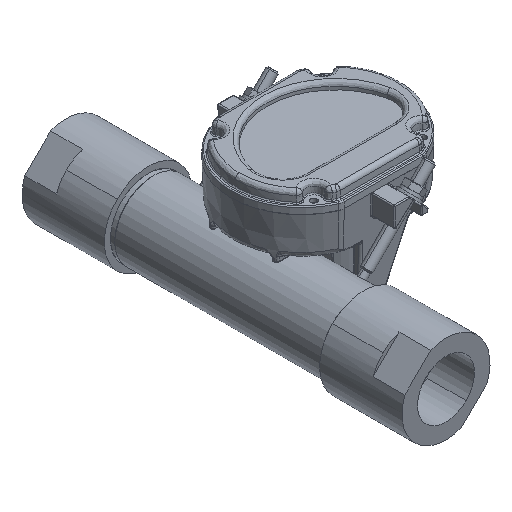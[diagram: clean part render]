
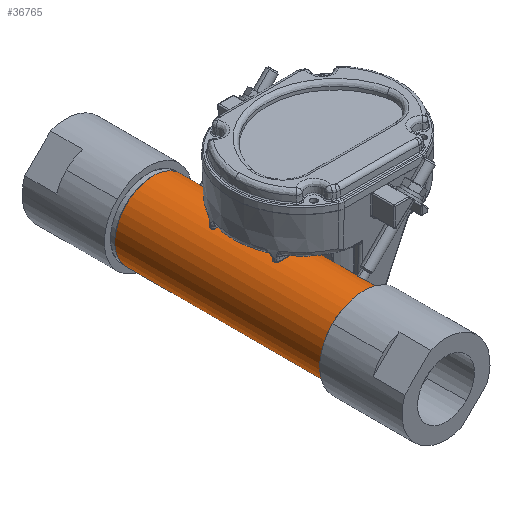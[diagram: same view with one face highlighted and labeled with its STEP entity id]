
A CAD part, isometric view. The second image highlights one B-rep face of the part: STEP entity #36765.
In plain terms, the highlighted cylindrical face has radius 30 mm (diameter 60 mm), a partial arc.
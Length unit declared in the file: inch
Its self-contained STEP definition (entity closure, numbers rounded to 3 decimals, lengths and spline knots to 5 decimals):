
#190 = CARTESIAN_POINT ( 'NONE',  ( -1.91495, 2.69685, -3.1336 ) ) ;
#2961 = EDGE_LOOP ( 'NONE', ( #4929, #20927, #15974, #6905 ) ) ;
#2993 = VECTOR ( 'NONE', #30143, 39.37008 ) ;
#4641 = VERTEX_POINT ( 'NONE', #6822 ) ;
#4880 = DIRECTION ( 'NONE',  ( 0., -1., 0. ) ) ;
#4929 = ORIENTED_EDGE ( 'NONE', *, *, #11101, .F. ) ;
#6822 = CARTESIAN_POINT ( 'NONE',  ( -1.07979, 2.69685, -2.29844 ) ) ;
#6905 = ORIENTED_EDGE ( 'NONE', *, *, #37362, .T. ) ;
#7135 = EDGE_CURVE ( 'NONE', #29399, #14706, #32492, .T. ) ;
#10156 = AXIS2_PLACEMENT_3D ( 'NONE', #14480, #32729, #29078 ) ;
#11101 = EDGE_CURVE ( 'NONE', #41226, #4641, #25208, .T. ) ;
#14431 = CARTESIAN_POINT ( 'NONE',  ( -1.07979, 9.11417, -2.29844 ) ) ;
#14480 = CARTESIAN_POINT ( 'NONE',  ( -1.91495, 10.45276, -3.1336 ) ) ;
#14706 = VERTEX_POINT ( 'NONE', #34990 ) ;
#15319 = AXIS2_PLACEMENT_3D ( 'NONE', #190, #38481, #35087 ) ;
#15974 = ORIENTED_EDGE ( 'NONE', *, *, #7135, .T. ) ;
#17914 = FACE_OUTER_BOUND ( 'NONE', #2961, .T. ) ;
#19385 = DIRECTION ( 'NONE',  ( -0.707, 0., -0.707 ) ) ;
#19622 = CARTESIAN_POINT ( 'NONE',  ( -1.07979, 10.45276, -2.29844 ) ) ;
#20927 = ORIENTED_EDGE ( 'NONE', *, *, #34170, .T. ) ;
#25208 = LINE ( 'NONE', #19622, #2993 ) ;
#25882 = CARTESIAN_POINT ( 'NONE',  ( -2.75012, 10.45276, -3.96877 ) ) ;
#26238 = CARTESIAN_POINT ( 'NONE',  ( -1.91495, 9.11417, -3.1336 ) ) ;
#26817 = CARTESIAN_POINT ( 'NONE',  ( -2.75012, 9.11417, -3.96877 ) ) ;
#29078 = DIRECTION ( 'NONE',  ( -0.707, 0., -0.707 ) ) ;
#29399 = VERTEX_POINT ( 'NONE', #26817 ) ;
#30143 = DIRECTION ( 'NONE',  ( 0., -1., 0. ) ) ;
#30541 = AXIS2_PLACEMENT_3D ( 'NONE', #26238, #36735, #19385 ) ;
#31456 = VECTOR ( 'NONE', #4880, 39.37008 ) ;
#32492 = LINE ( 'NONE', #25882, #31456 ) ;
#32729 = DIRECTION ( 'NONE',  ( 0., -1., 0. ) ) ;
#34170 = EDGE_CURVE ( 'NONE', #41226, #29399, #35628, .T. ) ;
#34972 = CIRCLE ( 'NONE', #15319, 1.1811 ) ;
#34990 = CARTESIAN_POINT ( 'NONE',  ( -2.75012, 2.69685, -3.96877 ) ) ;
#35087 = DIRECTION ( 'NONE',  ( -0.707, 0., -0.707 ) ) ;
#35628 = CIRCLE ( 'NONE', #30541, 1.1811 ) ;
#35938 = CYLINDRICAL_SURFACE ( 'NONE', #10156, 1.1811 ) ;
#36735 = DIRECTION ( 'NONE',  ( 0., -1., 0. ) ) ;
#36765 = ADVANCED_FACE ( 'NONE', ( #17914 ), #35938, .T. ) ;
#37362 = EDGE_CURVE ( 'NONE', #14706, #4641, #34972, .T. ) ;
#38481 = DIRECTION ( 'NONE',  ( 0., 1., 0. ) ) ;
#41226 = VERTEX_POINT ( 'NONE', #14431 ) ;
